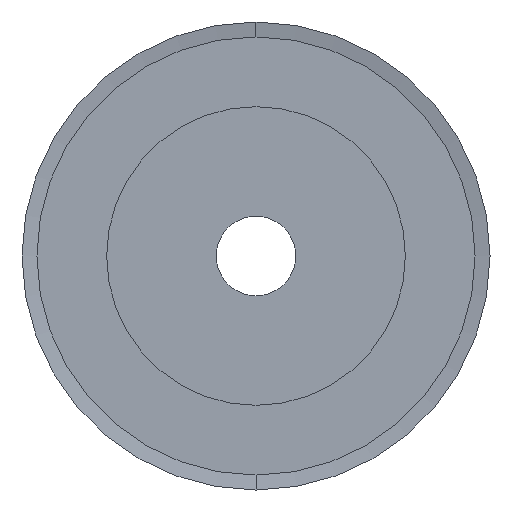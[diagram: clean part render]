
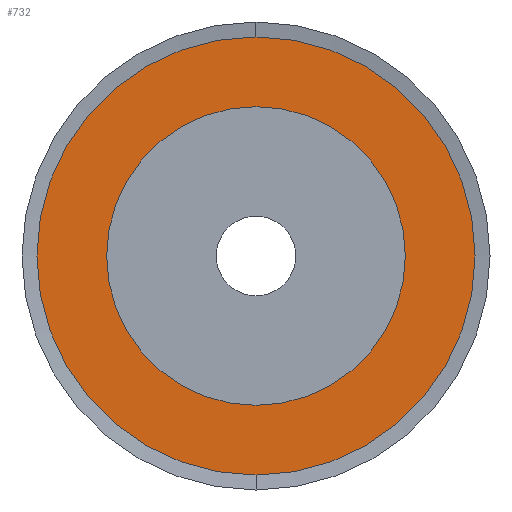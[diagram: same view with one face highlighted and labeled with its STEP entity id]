
A CAD part, left-side view. The second image highlights one B-rep face of the part: STEP entity #732.
In plain terms, the highlighted planar face has unit normal (-1, 0, 0).
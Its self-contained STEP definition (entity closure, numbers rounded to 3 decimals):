
#732=ADVANCED_FACE('',(#1468,#1469),#1470,.T.);
#1468=FACE_OUTER_BOUND('',#2205,.T.);
#1469=FACE_BOUND('',#2206,.T.);
#1470=PLANE('',#2207);
#2205=EDGE_LOOP('',(#4528,#4529));
#2206=EDGE_LOOP('',(#4530,#4531));
#2207=AXIS2_PLACEMENT_3D('',#4532,#4533,#4534);
#4528=ORIENTED_EDGE('',*,*,#5517,.F.);
#4529=ORIENTED_EDGE('',*,*,#4611,.F.);
#4530=ORIENTED_EDGE('',*,*,#4601,.F.);
#4531=ORIENTED_EDGE('',*,*,#5518,.F.);
#4532=CARTESIAN_POINT('',(-19.75,0.0,-17.75));
#4533=DIRECTION('',(-1.0,0.0,0.0));
#4534=DIRECTION('',(0.0,0.0,1.0));
#4601=EDGE_CURVE('',#5546,#5542,#5548,.T.);
#4611=EDGE_CURVE('',#5562,#5559,#5564,.T.);
#5517=EDGE_CURVE('',#5559,#5562,#6918,.T.);
#5518=EDGE_CURVE('',#5542,#5546,#6919,.T.);
#5542=VERTEX_POINT('',#6945);
#5546=VERTEX_POINT('',#6950);
#5548=CIRCLE('',#6953,15.0);
#5559=VERTEX_POINT('',#6966);
#5562=VERTEX_POINT('',#6970);
#5564=CIRCLE('',#6973,22.0);
#6918=CIRCLE('',#8662,22.0);
#6919=CIRCLE('',#8663,15.0);
#6945=CARTESIAN_POINT('',(-19.75,0.,-15.0));
#6950=CARTESIAN_POINT('',(-19.75,0.,15.0));
#6953=AXIS2_PLACEMENT_3D('',#8689,#8690,#8691);
#6966=CARTESIAN_POINT('',(-19.75,0.0,-22.0));
#6970=CARTESIAN_POINT('',(-19.75,0.,22.0));
#6973=AXIS2_PLACEMENT_3D('',#8705,#8706,#8707);
#8662=AXIS2_PLACEMENT_3D('',#10063,#10064,#10065);
#8663=AXIS2_PLACEMENT_3D('',#10066,#10067,#10068);
#8689=CARTESIAN_POINT('',(-19.75,0.0,0.0));
#8690=DIRECTION('',(-1.0,0.0,0.0));
#8691=DIRECTION('',(0.0,0.0,-1.0));
#8705=CARTESIAN_POINT('',(-19.75,0.0,0.0));
#8706=DIRECTION('',(1.0,0.0,0.0));
#8707=DIRECTION('',(0.0,0.0,-1.0));
#10063=CARTESIAN_POINT('',(-19.75,0.0,0.0));
#10064=DIRECTION('',(1.0,0.0,0.0));
#10065=DIRECTION('',(0.0,0.0,-1.0));
#10066=CARTESIAN_POINT('',(-19.75,0.0,0.0));
#10067=DIRECTION('',(-1.0,0.0,0.0));
#10068=DIRECTION('',(0.0,0.0,-1.0));
